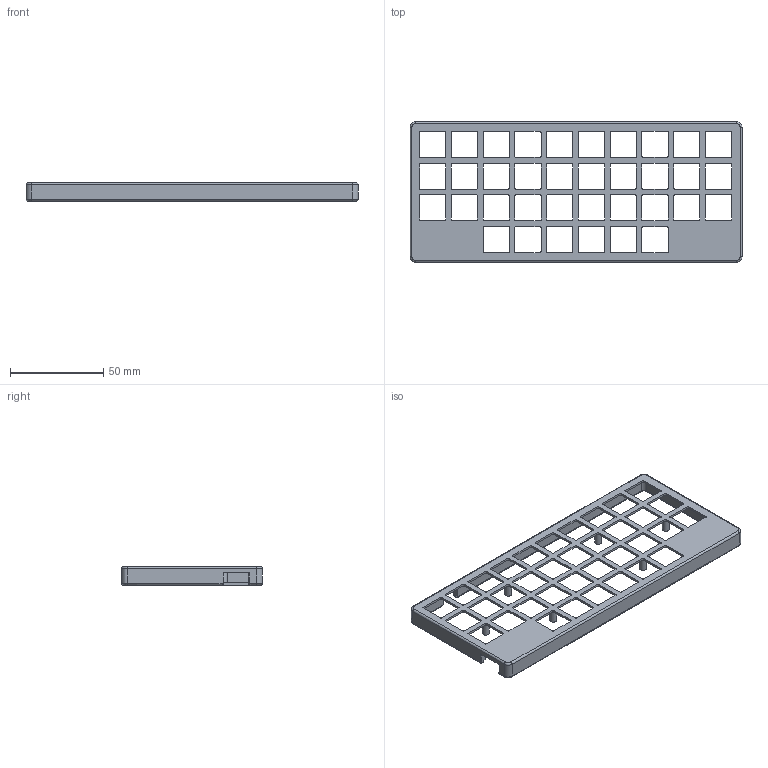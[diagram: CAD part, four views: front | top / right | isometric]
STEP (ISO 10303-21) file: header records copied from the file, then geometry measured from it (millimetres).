
FILE_DESCRIPTION(/* description */ (''),/* implementation_level */ '2;1');
FILE_NAME(/* name */ 'Babbit36-lo-pro v2.step',/* time_stamp */ '2023-01-29T19:53:38-06:00',/* author */ (''),/* organization */ (''),/* preprocessor_version */ 'ST-DEVELOPER v19.2',/* originating_system */ 'Autodesk Translation Framework v11.17.0.187',/* authorisation */ '');
FILE_SCHEMA (('AUTOMOTIVE_DESIGN { 1 0 10303 214 3 1 1 }'));
Length unit declared in the file: millimetre
Products named in the file (1): Babbit36-lo-pro
Bounding box: 177.65 x 75.2 x 9.8 mm (x, y, z)
Volume: 19093.1 mm3; surface area: 24105.2 mm2
Topology: 1 solids, 1 shells, 380 faces, 1074 edges, 704 vertices
Faces by surface type: cylinder 186, plane 182, torus 8, bspline 4
Full cylindrical faces by diameter (mm): 2 x6, 3.7 x6
Entity records: 12623 total; most frequent: CARTESIAN_POINT 2256, DIRECTION 2204, ORIENTED_EDGE 2140, EDGE_CURVE 1070, AXIS2_PLACEMENT_3D 757, VERTEX_POINT 704, LINE 690, VECTOR 690
